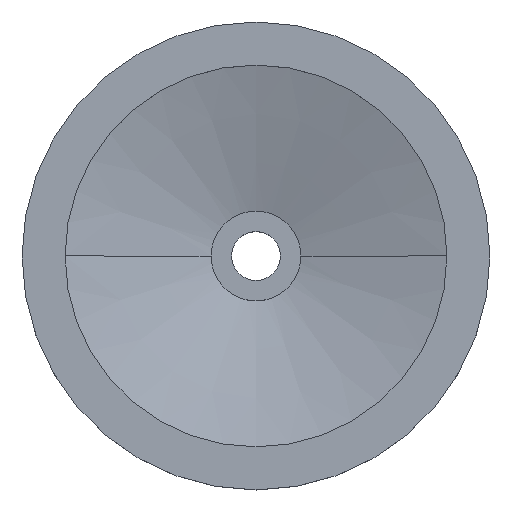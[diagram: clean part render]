
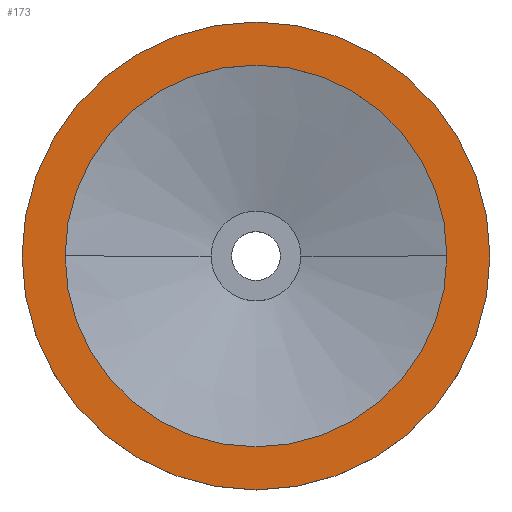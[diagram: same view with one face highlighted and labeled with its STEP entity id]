
A CAD part, top view. The second image highlights one B-rep face of the part: STEP entity #173.
In plain terms, the highlighted planar face has unit normal (0, 0, 1).
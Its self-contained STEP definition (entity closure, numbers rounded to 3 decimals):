
#135=EDGE_CURVE('',#153,#213,#326,.T.);
#139=EDGE_CURVE('',#255,#257,#330,.T.);
#153=VERTEX_POINT('',#347);
#173=ADVANCED_FACE('',(#370,#371),#372,.T.);
#213=VERTEX_POINT('',#416);
#249=EDGE_CURVE('',#213,#153,#457,.T.);
#255=VERTEX_POINT('',#463);
#257=VERTEX_POINT('',#465);
#267=EDGE_CURVE('',#257,#255,#477,.T.);
#326=CIRCLE('',#536,125.0);
#330=CIRCLE('',#542,102.0);
#347=CARTESIAN_POINT('',(125.0,0.,51.0));
#370=FACE_OUTER_BOUND('',#588,.T.);
#371=FACE_BOUND('',#589,.T.);
#372=PLANE('',#590);
#416=CARTESIAN_POINT('',(-125.0,0.,51.0));
#457=CIRCLE('',#705,125.0);
#463=CARTESIAN_POINT('',(-102.0,0.,51.0));
#465=CARTESIAN_POINT('',(102.0,0.,51.0));
#477=CIRCLE('',#730,102.0);
#536=AXIS2_PLACEMENT_3D('',#790,#791,#792);
#542=AXIS2_PLACEMENT_3D('',#796,#797,#798);
#588=EDGE_LOOP('',(#852,#853));
#589=EDGE_LOOP('',(#854,#855));
#590=AXIS2_PLACEMENT_3D('',#856,#857,#858);
#705=AXIS2_PLACEMENT_3D('',#958,#959,#960);
#730=AXIS2_PLACEMENT_3D('',#984,#985,#986);
#790=CARTESIAN_POINT('',(0.,0.,51.0));
#791=DIRECTION('',(-0.0,0.0,-1.0));
#792=DIRECTION('',(-1.0,0.,0.0));
#796=CARTESIAN_POINT('',(0.,0.,51.0));
#797=DIRECTION('',(-0.0,0.0,-1.0));
#798=DIRECTION('',(-1.0,0.,0.0));
#852=ORIENTED_EDGE('',*,*,#249,.F.);
#853=ORIENTED_EDGE('',*,*,#135,.F.);
#854=ORIENTED_EDGE('',*,*,#139,.T.);
#855=ORIENTED_EDGE('',*,*,#267,.T.);
#856=CARTESIAN_POINT('',(-113.5,0.,51.0));
#857=DIRECTION('',(0.0,0.0,1.0));
#858=DIRECTION('',(-1.0,0.,0.0));
#958=CARTESIAN_POINT('',(0.,0.,51.0));
#959=DIRECTION('',(-0.0,0.0,-1.0));
#960=DIRECTION('',(-1.0,0.,0.0));
#984=CARTESIAN_POINT('',(0.,0.,51.0));
#985=DIRECTION('',(-0.0,0.0,-1.0));
#986=DIRECTION('',(-1.0,0.,0.0));
